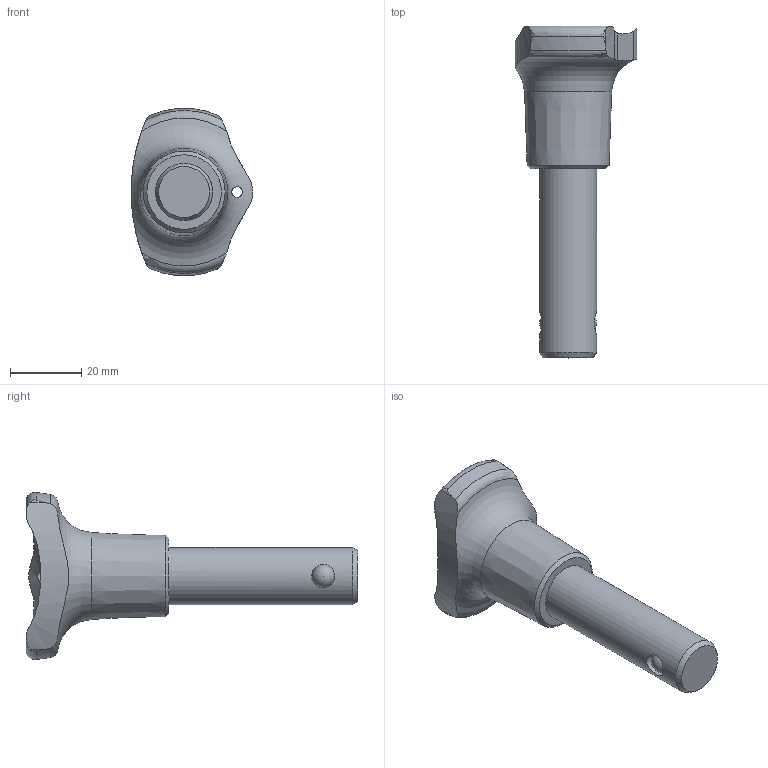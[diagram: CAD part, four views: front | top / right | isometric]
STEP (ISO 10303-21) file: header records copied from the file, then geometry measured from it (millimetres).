
FILE_DESCRIPTION( ( 'STEP AP214' ), '1' );
FILE_NAME( 'K0363.4716040__UNBETAETIGT_.stp', '2020-12-03T14:27:01', ( '' ), ( '' ), ' ', 'PARTsolutions', ' ' );
FILE_SCHEMA( ( 'AUTOMOTIVE_DESIGN { 1 0 10303 214 1 1 1 1 }' ) );
Length unit declared in the file: millimetre
Products named in the file (1): _K0363.4716040_(UNBETAETIGT)
Bounding box: 34.1 x 93 x 46.85 mm (x, y, z)
Volume: 31142.8 mm3; surface area: 8907.3 mm2
Topology: 1 solids, 1 shells, 37 faces, 109 edges, 73 vertices
Faces by surface type: cylinder 14, torus 7, cone 7, plane 5, sphere 3, bspline 1
Full cylindrical faces by diameter (mm): 3 x1, 6.5 x2, 16 x1
Entity records: 1833 total; most frequent: CARTESIAN_POINT 754, ORIENTED_EDGE 156, DIRECTION 128, EDGE_CURVE 78, VERTEX_POINT 63, AXIS2_PLACEMENT_3D 59, EDGE_LOOP 55, B_SPLINE_CURVE_WITH_KNOTS 46
